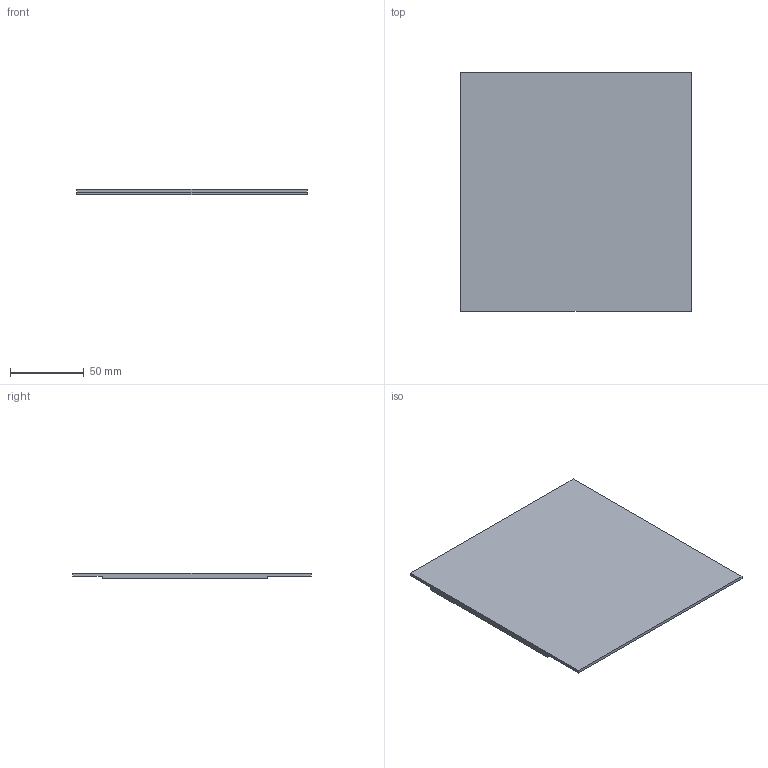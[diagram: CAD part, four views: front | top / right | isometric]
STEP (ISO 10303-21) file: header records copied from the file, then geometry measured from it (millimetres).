
FILE_DESCRIPTION(('HOOPS Exchange Step'),'2;1');
FILE_NAME('temp_export','2023-06-30T10:05:43+01:00',('igorn'),('Shapr3D Limited'),'HOOPS Exchange 2022.2','Shapr3D','Authorized');
FILE_SCHEMA( ('AUTOMOTIVE_DESIGN { 1 0 10303 214 1 1 1 1 }') );
Length unit declared in the file: millimetre
Products named in the file (1): floor 0 n2
Bounding box: 156.5 x 162 x 4 mm (x, y, z)
Volume: 85762 mm3; surface area: 53054 mm2
Topology: 1 solids, 1 shells, 10 faces, 26 edges, 18 vertices
Faces by surface type: plane 10
Entity records: 330 total; most frequent: CARTESIAN_POINT 55, ORIENTED_EDGE 52, DIRECTION 48, VECTOR 26, LINE 26, EDGE_CURVE 26, VERTEX_POINT 18, AXIS2_PLACEMENT_3D 11
